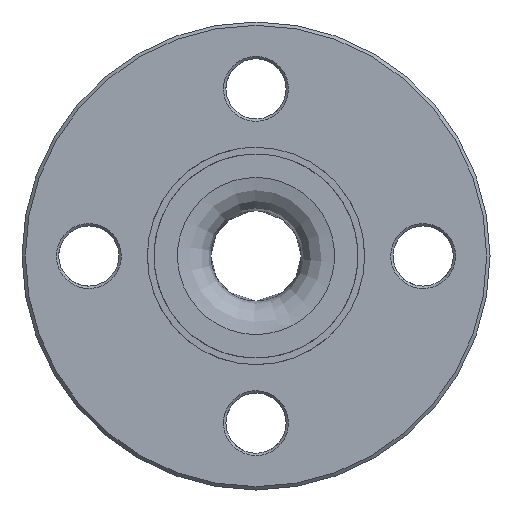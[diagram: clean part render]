
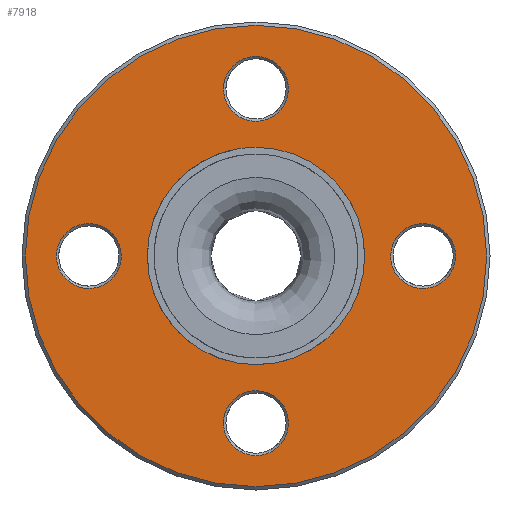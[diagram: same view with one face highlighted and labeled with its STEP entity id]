
A CAD part, left-side view. The second image highlights one B-rep face of the part: STEP entity #7918.
In plain terms, the highlighted planar face has unit normal (-1, 0, 0).
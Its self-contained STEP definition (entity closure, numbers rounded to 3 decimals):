
#7635=CARTESIAN_POINT('',(-61.,0.,-32.5));
#7636=VERTEX_POINT('',#7635);
#7645=CARTESIAN_POINT('',(-61.,0.,0.));
#7646=DIRECTION('',(-1.,0.,0.));
#7647=DIRECTION('',(0.,0.,-1.));
#7648=AXIS2_PLACEMENT_3D('',#7645,#7646,#7647);
#7649=CIRCLE('',#7648,32.5);
#7650=EDGE_CURVE('',#7636,#7636,#7649,.T.);
#7730=CARTESIAN_POINT('',(-61.,-0.,0.));
#7731=DIRECTION('',(1.,0.,0.));
#7732=DIRECTION('',(0.,0.,-1.));
#7733=AXIS2_PLACEMENT_3D('',#7730,#7731,#7732);
#7734=PLANE('',#7733);
#7735=CARTESIAN_POINT('',(-61.,-50.,-9.7));
#7736=VERTEX_POINT('',#7735);
#7737=CARTESIAN_POINT('',(-61.,-50.,-9.7));
#7738=CARTESIAN_POINT('',(-61.,-48.095,-9.7));
#7739=CARTESIAN_POINT('',(-61.,-46.292,-8.953));
#7740=CARTESIAN_POINT('',(-61.,-44.491,-8.207));
#7741=CARTESIAN_POINT('',(-61.,-43.141,-6.859));
#7742=CARTESIAN_POINT('',(-61.,-41.793,-5.513));
#7743=CARTESIAN_POINT('',(-61.,-41.046,-3.71));
#7744=CARTESIAN_POINT('',(-61.,-40.299,-1.91));
#7745=CARTESIAN_POINT('',(-61.,-40.3,-0.003));
#7746=CARTESIAN_POINT('',(-61.,-40.301,1.904));
#7747=CARTESIAN_POINT('',(-61.,-41.045,3.706));
#7748=CARTESIAN_POINT('',(-61.,-41.791,5.508));
#7749=CARTESIAN_POINT('',(-61.,-43.139,6.857));
#7750=CARTESIAN_POINT('',(-61.,-44.489,8.207));
#7751=CARTESIAN_POINT('',(-61.,-46.285,8.953));
#7752=CARTESIAN_POINT('',(-61.,-48.085,9.7));
#7753=CARTESIAN_POINT('',(-61.,-50.001,9.7));
#7754=CARTESIAN_POINT('',(-61.,-51.915,9.7));
#7755=CARTESIAN_POINT('',(-61.,-53.716,8.952));
#7756=CARTESIAN_POINT('',(-61.,-55.51,8.207));
#7757=CARTESIAN_POINT('',(-61.,-56.862,6.856));
#7758=CARTESIAN_POINT('',(-61.,-58.209,5.509));
#7759=CARTESIAN_POINT('',(-61.,-58.955,3.705));
#7760=CARTESIAN_POINT('',(-61.,-59.699,1.905));
#7761=CARTESIAN_POINT('',(-61.,-59.7,-0.003));
#7762=CARTESIAN_POINT('',(-61.,-59.701,-1.909));
#7763=CARTESIAN_POINT('',(-61.,-58.954,-3.711));
#7764=CARTESIAN_POINT('',(-61.,-58.208,-5.512));
#7765=CARTESIAN_POINT('',(-61.,-56.859,-6.859));
#7766=CARTESIAN_POINT('',(-61.,-55.51,-8.206));
#7767=CARTESIAN_POINT('',(-61.,-53.708,-8.953));
#7768=CARTESIAN_POINT('',(-61.,-51.906,-9.7));
#7769=CARTESIAN_POINT('',(-61.,-50.,-9.7));
#7770=B_SPLINE_CURVE_WITH_KNOTS('',2,(#7737,#7738,#7739,#7740,#7741,#7742,#7743,#7744,#7745,#7746,#7747,#7748,#7749,#7750,#7751,#7752,#7753,#7754,#7755,#7756,#7757,#7758,#7759,#7760,#7761,#7762,
#7763,#7764,#7765,#7766,#7767,#7768,#7769),.UNSPECIFIED.,.T.,.F.,(3,2,2,2,2,2,2,2,2,2,2,2,2,2,2,2,3),(0.,0.063,0.125,0.188,0.25,0.313,0.375,0.438,0.5,0.563,0.625,0.688,0.75,0.813,0.875,0.938,1.),.UNSPECIFIED.);
#7771=EDGE_CURVE('',#7736,#7736,#7770,.T.);
#7772=ORIENTED_EDGE('',*,*,#7771,.T.);
#7773=EDGE_LOOP('',(#7772));
#7774=FACE_BOUND('',#7773,.T.);
#7775=CARTESIAN_POINT('',(-61.,9.7,50.));
#7776=VERTEX_POINT('',#7775);
#7777=CARTESIAN_POINT('',(-61.,9.7,50.));
#7778=CARTESIAN_POINT('',(-61.,9.7,51.905));
#7779=CARTESIAN_POINT('',(-61.,8.953,53.708));
#7780=CARTESIAN_POINT('',(-61.,8.207,55.509));
#7781=CARTESIAN_POINT('',(-61.,6.859,56.859));
#7782=CARTESIAN_POINT('',(-61.,5.513,58.207));
#7783=CARTESIAN_POINT('',(-61.,3.71,58.954));
#7784=CARTESIAN_POINT('',(-61.,1.91,59.701));
#7785=CARTESIAN_POINT('',(-61.,0.003,59.7));
#7786=CARTESIAN_POINT('',(-61.,-1.904,59.699));
#7787=CARTESIAN_POINT('',(-61.,-3.706,58.955));
#7788=CARTESIAN_POINT('',(-61.,-5.508,58.209));
#7789=CARTESIAN_POINT('',(-61.,-6.857,56.861));
#7790=CARTESIAN_POINT('',(-61.,-8.207,55.511));
#7791=CARTESIAN_POINT('',(-61.,-8.953,53.715));
#7792=CARTESIAN_POINT('',(-61.,-9.7,51.915));
#7793=CARTESIAN_POINT('',(-61.,-9.7,49.999));
#7794=CARTESIAN_POINT('',(-61.,-9.7,48.085));
#7795=CARTESIAN_POINT('',(-61.,-8.952,46.284));
#7796=CARTESIAN_POINT('',(-61.,-8.207,44.49));
#7797=CARTESIAN_POINT('',(-61.,-6.856,43.138));
#7798=CARTESIAN_POINT('',(-61.,-5.509,41.791));
#7799=CARTESIAN_POINT('',(-61.,-3.705,41.045));
#7800=CARTESIAN_POINT('',(-61.,-1.905,40.301));
#7801=CARTESIAN_POINT('',(-61.,0.003,40.3));
#7802=CARTESIAN_POINT('',(-61.,1.909,40.299));
#7803=CARTESIAN_POINT('',(-61.,3.711,41.046));
#7804=CARTESIAN_POINT('',(-61.,5.512,41.792));
#7805=CARTESIAN_POINT('',(-61.,6.859,43.141));
#7806=CARTESIAN_POINT('',(-61.,8.206,44.49));
#7807=CARTESIAN_POINT('',(-61.,8.953,46.292));
#7808=CARTESIAN_POINT('',(-61.,9.7,48.094));
#7809=CARTESIAN_POINT('',(-61.,9.7,50.));
#7810=B_SPLINE_CURVE_WITH_KNOTS('',2,(#7777,#7778,#7779,#7780,#7781,#7782,#7783,#7784,#7785,#7786,#7787,#7788,#7789,#7790,#7791,#7792,#7793,#7794,#7795,#7796,#7797,#7798,#7799,#7800,#7801,#7802,
#7803,#7804,#7805,#7806,#7807,#7808,#7809),.UNSPECIFIED.,.T.,.F.,(3,2,2,2,2,2,2,2,2,2,2,2,2,2,2,2,3),(0.,0.063,0.125,0.188,0.25,0.313,0.375,0.438,0.5,0.563,0.625,0.688,0.75,0.813,0.875,0.938,1.),.UNSPECIFIED.);
#7811=EDGE_CURVE('',#7776,#7776,#7810,.T.);
#7812=ORIENTED_EDGE('',*,*,#7811,.T.);
#7813=EDGE_LOOP('',(#7812));
#7814=FACE_BOUND('',#7813,.T.);
#7815=CARTESIAN_POINT('',(-61.,50.,-9.7));
#7816=VERTEX_POINT('',#7815);
#7817=CARTESIAN_POINT('',(-61.,50.,-9.7));
#7818=CARTESIAN_POINT('',(-61.,51.905,-9.7));
#7819=CARTESIAN_POINT('',(-61.,53.708,-8.953));
#7820=CARTESIAN_POINT('',(-61.,55.509,-8.207));
#7821=CARTESIAN_POINT('',(-61.,56.859,-6.859));
#7822=CARTESIAN_POINT('',(-61.,58.207,-5.513));
#7823=CARTESIAN_POINT('',(-61.,58.954,-3.71));
#7824=CARTESIAN_POINT('',(-61.,59.701,-1.91));
#7825=CARTESIAN_POINT('',(-61.,59.7,-0.003));
#7826=CARTESIAN_POINT('',(-61.,59.699,1.904));
#7827=CARTESIAN_POINT('',(-61.,58.955,3.706));
#7828=CARTESIAN_POINT('',(-61.,58.209,5.508));
#7829=CARTESIAN_POINT('',(-61.,56.861,6.857));
#7830=CARTESIAN_POINT('',(-61.,55.511,8.207));
#7831=CARTESIAN_POINT('',(-61.,53.715,8.953));
#7832=CARTESIAN_POINT('',(-61.,51.915,9.7));
#7833=CARTESIAN_POINT('',(-61.,49.999,9.7));
#7834=CARTESIAN_POINT('',(-61.,48.085,9.7));
#7835=CARTESIAN_POINT('',(-61.,46.284,8.952));
#7836=CARTESIAN_POINT('',(-61.,44.49,8.207));
#7837=CARTESIAN_POINT('',(-61.,43.138,6.856));
#7838=CARTESIAN_POINT('',(-61.,41.791,5.509));
#7839=CARTESIAN_POINT('',(-61.,41.045,3.705));
#7840=CARTESIAN_POINT('',(-61.,40.301,1.905));
#7841=CARTESIAN_POINT('',(-61.,40.3,-0.003));
#7842=CARTESIAN_POINT('',(-61.,40.299,-1.909));
#7843=CARTESIAN_POINT('',(-61.,41.046,-3.711));
#7844=CARTESIAN_POINT('',(-61.,41.792,-5.512));
#7845=CARTESIAN_POINT('',(-61.,43.141,-6.859));
#7846=CARTESIAN_POINT('',(-61.,44.49,-8.206));
#7847=CARTESIAN_POINT('',(-61.,46.292,-8.953));
#7848=CARTESIAN_POINT('',(-61.,48.094,-9.7));
#7849=CARTESIAN_POINT('',(-61.,50.,-9.7));
#7850=B_SPLINE_CURVE_WITH_KNOTS('',2,(#7817,#7818,#7819,#7820,#7821,#7822,#7823,#7824,#7825,#7826,#7827,#7828,#7829,#7830,#7831,#7832,#7833,#7834,#7835,#7836,#7837,#7838,#7839,#7840,#7841,#7842,
#7843,#7844,#7845,#7846,#7847,#7848,#7849),.UNSPECIFIED.,.T.,.F.,(3,2,2,2,2,2,2,2,2,2,2,2,2,2,2,2,3),(0.,0.063,0.125,0.188,0.25,0.313,0.375,0.438,0.5,0.563,0.625,0.688,0.75,0.813,0.875,0.938,1.),.UNSPECIFIED.);
#7851=EDGE_CURVE('',#7816,#7816,#7850,.T.);
#7852=ORIENTED_EDGE('',*,*,#7851,.T.);
#7853=EDGE_LOOP('',(#7852));
#7854=FACE_BOUND('',#7853,.T.);
#7855=CARTESIAN_POINT('',(-61.,9.7,-50.));
#7856=VERTEX_POINT('',#7855);
#7857=CARTESIAN_POINT('',(-61.,9.7,-50.));
#7858=CARTESIAN_POINT('',(-61.,9.7,-48.095));
#7859=CARTESIAN_POINT('',(-61.,8.953,-46.292));
#7860=CARTESIAN_POINT('',(-61.,8.207,-44.491));
#7861=CARTESIAN_POINT('',(-61.,6.859,-43.141));
#7862=CARTESIAN_POINT('',(-61.,5.513,-41.793));
#7863=CARTESIAN_POINT('',(-61.,3.71,-41.046));
#7864=CARTESIAN_POINT('',(-61.,1.91,-40.299));
#7865=CARTESIAN_POINT('',(-61.,0.003,-40.3));
#7866=CARTESIAN_POINT('',(-61.,-1.904,-40.301));
#7867=CARTESIAN_POINT('',(-61.,-3.706,-41.045));
#7868=CARTESIAN_POINT('',(-61.,-5.508,-41.791));
#7869=CARTESIAN_POINT('',(-61.,-6.857,-43.139));
#7870=CARTESIAN_POINT('',(-61.,-8.207,-44.489));
#7871=CARTESIAN_POINT('',(-61.,-8.953,-46.285));
#7872=CARTESIAN_POINT('',(-61.,-9.7,-48.085));
#7873=CARTESIAN_POINT('',(-61.,-9.7,-50.001));
#7874=CARTESIAN_POINT('',(-61.,-9.7,-51.915));
#7875=CARTESIAN_POINT('',(-61.,-8.952,-53.716));
#7876=CARTESIAN_POINT('',(-61.,-8.207,-55.51));
#7877=CARTESIAN_POINT('',(-61.,-6.856,-56.862));
#7878=CARTESIAN_POINT('',(-61.,-5.509,-58.209));
#7879=CARTESIAN_POINT('',(-61.,-3.705,-58.955));
#7880=CARTESIAN_POINT('',(-61.,-1.905,-59.699));
#7881=CARTESIAN_POINT('',(-61.,0.003,-59.7));
#7882=CARTESIAN_POINT('',(-61.,1.909,-59.701));
#7883=CARTESIAN_POINT('',(-61.,3.711,-58.954));
#7884=CARTESIAN_POINT('',(-61.,5.512,-58.208));
#7885=CARTESIAN_POINT('',(-61.,6.859,-56.859));
#7886=CARTESIAN_POINT('',(-61.,8.206,-55.51));
#7887=CARTESIAN_POINT('',(-61.,8.953,-53.708));
#7888=CARTESIAN_POINT('',(-61.,9.7,-51.906));
#7889=CARTESIAN_POINT('',(-61.,9.7,-50.));
#7890=B_SPLINE_CURVE_WITH_KNOTS('',2,(#7857,#7858,#7859,#7860,#7861,#7862,#7863,#7864,#7865,#7866,#7867,#7868,#7869,#7870,#7871,#7872,#7873,#7874,#7875,#7876,#7877,#7878,#7879,#7880,#7881,#7882,
#7883,#7884,#7885,#7886,#7887,#7888,#7889),.UNSPECIFIED.,.T.,.F.,(3,2,2,2,2,2,2,2,2,2,2,2,2,2,2,2,3),(0.,0.063,0.125,0.188,0.25,0.313,0.375,0.438,0.5,0.563,0.625,0.688,0.75,0.813,0.875,0.938,1.),.UNSPECIFIED.);
#7891=EDGE_CURVE('',#7856,#7856,#7890,.T.);
#7892=ORIENTED_EDGE('',*,*,#7891,.T.);
#7893=EDGE_LOOP('',(#7892));
#7894=FACE_BOUND('',#7893,.T.);
#7895=CARTESIAN_POINT('',(-61.,-0.,-69.));
#7896=VERTEX_POINT('',#7895);
#7897=CARTESIAN_POINT('',(-61.,69.,-0.));
#7898=VERTEX_POINT('',#7897);
#7899=CARTESIAN_POINT('',(-61.,-0.,0.));
#7900=DIRECTION('',(-1.,-0.,-0.));
#7901=DIRECTION('',(0.,0.,-1.));
#7902=AXIS2_PLACEMENT_3D('',#7899,#7900,#7901);
#7903=CIRCLE('',#7902,69.);
#7904=EDGE_CURVE('',#7896,#7898,#7903,.T.);
#7905=ORIENTED_EDGE('',*,*,#7904,.T.);
#7906=CARTESIAN_POINT('',(-61.,-0.,0.));
#7907=DIRECTION('',(-1.,-0.,-0.));
#7908=DIRECTION('',(0.,0.,-1.));
#7909=AXIS2_PLACEMENT_3D('',#7906,#7907,#7908);
#7910=CIRCLE('',#7909,69.);
#7911=EDGE_CURVE('',#7898,#7896,#7910,.T.);
#7912=ORIENTED_EDGE('',*,*,#7911,.T.);
#7913=EDGE_LOOP('',(#7905,#7912));
#7914=FACE_BOUND('',#7913,.T.);
#7915=ORIENTED_EDGE('',*,*,#7650,.F.);
#7916=EDGE_LOOP('',(#7915));
#7917=FACE_BOUND('',#7916,.T.);
#7918=ADVANCED_FACE('',(#7774,#7814,#7854,#7894,#7914,#7917),#7734,.F.);
